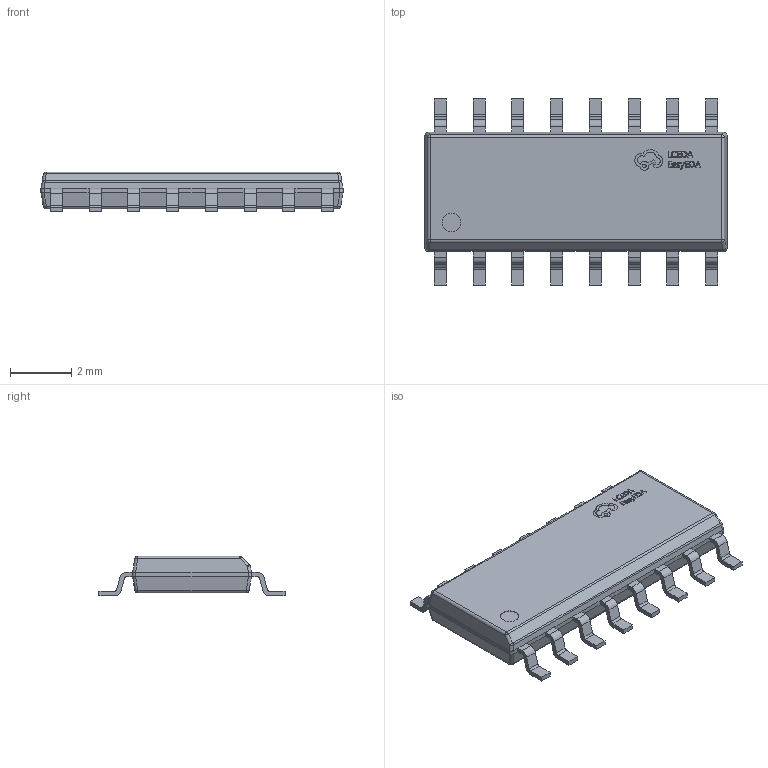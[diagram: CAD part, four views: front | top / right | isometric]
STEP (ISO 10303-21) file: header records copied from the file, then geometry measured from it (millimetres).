
FILE_DESCRIPTION (( 'STEP AP214' ), '1' );
FILE_NAME ('SOP-16_L9.9-W3.9-P1.27-LS6.1-BL.step', '2022-08-02T11:48:07', ( '' ), ( '' ), 'SwSTEP 2.0', 'SolidWorks 2020', '' );
FILE_SCHEMA (( 'AUTOMOTIVE_DESIGN' ));
Length unit declared in the file: millimetre
Products named in the file (1): SOP-16_L9.9-W3.9-P1.27-LS6.1-BL
Bounding box: 9.9 x 6.1 x 1.3 mm (x, y, z)
Volume: 46 mm3; surface area: 129.2 mm2
Topology: 1 solids, 1 shells, 499 faces, 1337 edges, 860 vertices
Faces by surface type: plane 302, bspline 98, cylinder 89, sphere 10
Entity records: 19018 total; most frequent: CARTESIAN_POINT 4075, ORIENTED_EDGE 2674, DIRECTION 2079, EDGE_CURVE 1337, VECTOR 951, LINE 951, VERTEX_POINT 860, AXIS2_PLACEMENT_3D 564
